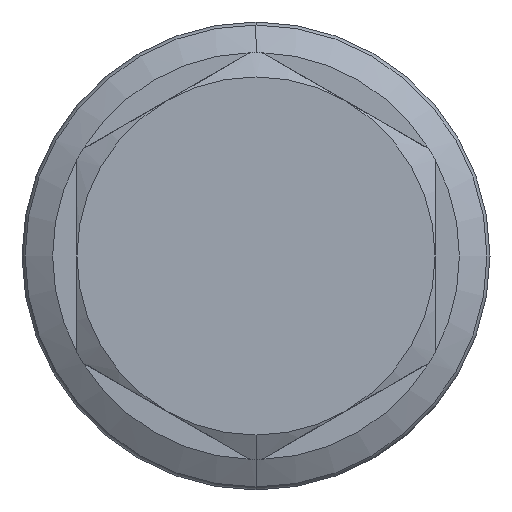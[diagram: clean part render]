
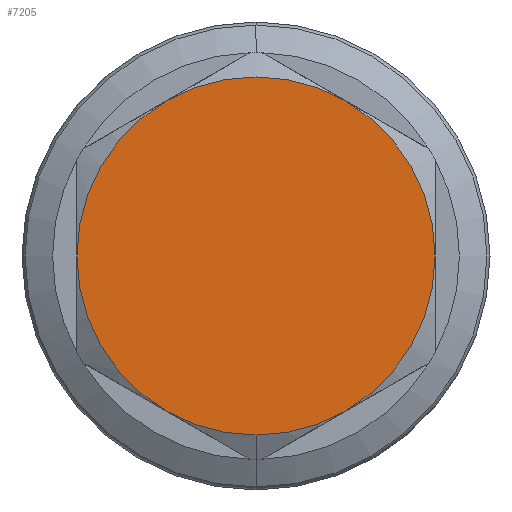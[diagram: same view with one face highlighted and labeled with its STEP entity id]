
A CAD part, left-side view. The second image highlights one B-rep face of the part: STEP entity #7205.
In plain terms, the highlighted planar face has unit normal (-1, 0, 0).
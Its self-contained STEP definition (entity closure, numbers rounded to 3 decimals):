
#188 = CARTESIAN_POINT ( 'NONE',  ( -64.711, 0., 0. ) ) ;
#367 = CARTESIAN_POINT ( 'NONE',  ( -64.711, -10.3, -17.84 ) ) ;
#752 = ORIENTED_EDGE ( 'NONE', *, *, #8038, .T. ) ;
#772 = CIRCLE ( 'NONE', #1825, 20.6 ) ;
#847 = CARTESIAN_POINT ( 'NONE',  ( -64.711, 0., 23.787 ) ) ;
#878 = DIRECTION ( 'NONE',  ( 0., 0., -1. ) ) ;
#1281 = AXIS2_PLACEMENT_3D ( 'NONE', #4519, #7455, #5175 ) ;
#1352 = ORIENTED_EDGE ( 'NONE', *, *, #5601, .T. ) ;
#1481 = CIRCLE ( 'NONE', #2746, 20.6 ) ;
#1506 = DIRECTION ( 'NONE',  ( -1., 0., 0. ) ) ;
#1782 = AXIS2_PLACEMENT_3D ( 'NONE', #847, #6634, #878 ) ;
#1825 = AXIS2_PLACEMENT_3D ( 'NONE', #6665, #1506, #3746 ) ;
#1976 = ORIENTED_EDGE ( 'NONE', *, *, #2066, .T. ) ;
#2002 = CARTESIAN_POINT ( 'NONE',  ( -64.711, -20.6, 0. ) ) ;
#2066 = EDGE_CURVE ( 'NONE', #2397, #6184, #3715, .T. ) ;
#2189 = VERTEX_POINT ( 'NONE', #2002 ) ;
#2292 = DIRECTION ( 'NONE',  ( 0., 0., 1. ) ) ;
#2397 = VERTEX_POINT ( 'NONE', #3965 ) ;
#2698 = CARTESIAN_POINT ( 'NONE',  ( -64.711, 20.6, 0. ) ) ;
#2746 = AXIS2_PLACEMENT_3D ( 'NONE', #188, #3095, #8968 ) ;
#3095 = DIRECTION ( 'NONE',  ( -1., 0., 0. ) ) ;
#3715 = CIRCLE ( 'NONE', #7808, 20.6 ) ;
#3746 = DIRECTION ( 'NONE',  ( 0., 0., 1. ) ) ;
#3870 = DIRECTION ( 'NONE',  ( -1., 0., 0. ) ) ;
#3965 = CARTESIAN_POINT ( 'NONE',  ( -64.711, 0., -20.6 ) ) ;
#4024 = CARTESIAN_POINT ( 'NONE',  ( -64.711, 10.3, 17.84 ) ) ;
#4033 = CARTESIAN_POINT ( 'NONE',  ( -64.711, 0., 0. ) ) ;
#4085 = CARTESIAN_POINT ( 'NONE',  ( -64.711, 0., 0. ) ) ;
#4247 = ORIENTED_EDGE ( 'NONE', *, *, #5646, .T. ) ;
#4264 = ORIENTED_EDGE ( 'NONE', *, *, #8168, .T. ) ;
#4422 = VERTEX_POINT ( 'NONE', #7207 ) ;
#4476 = AXIS2_PLACEMENT_3D ( 'NONE', #8267, #6047, #9015 ) ;
#4519 = CARTESIAN_POINT ( 'NONE',  ( -64.711, 0., 0. ) ) ;
#4606 = EDGE_CURVE ( 'NONE', #4931, #6946, #4905, .T. ) ;
#4883 = DIRECTION ( 'NONE',  ( -1., 0., 0. ) ) ;
#4905 = CIRCLE ( 'NONE', #5235, 20.6 ) ;
#4931 = VERTEX_POINT ( 'NONE', #4024 ) ;
#5175 = DIRECTION ( 'NONE',  ( 0., 0., 1. ) ) ;
#5228 = CIRCLE ( 'NONE', #4476, 20.6 ) ;
#5235 = AXIS2_PLACEMENT_3D ( 'NONE', #8146, #3870, #2292 ) ;
#5451 = AXIS2_PLACEMENT_3D ( 'NONE', #4085, #4883, #6382 ) ;
#5461 = FACE_OUTER_BOUND ( 'NONE', #6474, .T. ) ;
#5601 = EDGE_CURVE ( 'NONE', #6946, #6200, #6169, .T. ) ;
#5646 = EDGE_CURVE ( 'NONE', #6200, #2397, #1481, .T. ) ;
#6047 = DIRECTION ( 'NONE',  ( -1., 0., 0. ) ) ;
#6169 = CIRCLE ( 'NONE', #1281, 20.6 ) ;
#6184 = VERTEX_POINT ( 'NONE', #367 ) ;
#6200 = VERTEX_POINT ( 'NONE', #9094 ) ;
#6232 = EDGE_CURVE ( 'NONE', #6184, #2189, #8139, .T. ) ;
#6382 = DIRECTION ( 'NONE',  ( 0., 0., 1. ) ) ;
#6434 = ORIENTED_EDGE ( 'NONE', *, *, #4606, .T. ) ;
#6474 = EDGE_LOOP ( 'NONE', ( #1352, #4247, #1976, #6645, #752, #4264, #6434 ) ) ;
#6634 = DIRECTION ( 'NONE',  ( 1., 0., 0. ) ) ;
#6645 = ORIENTED_EDGE ( 'NONE', *, *, #6232, .T. ) ;
#6665 = CARTESIAN_POINT ( 'NONE',  ( -64.711, 0., 0. ) ) ;
#6946 = VERTEX_POINT ( 'NONE', #2698 ) ;
#6987 = DIRECTION ( 'NONE',  ( 0., 0., 1. ) ) ;
#7205 = ADVANCED_FACE ( 'NONE', ( #5461 ), #8096, .F. ) ;
#7207 = CARTESIAN_POINT ( 'NONE',  ( -64.711, -10.3, 17.84 ) ) ;
#7455 = DIRECTION ( 'NONE',  ( -1., 0., 0. ) ) ;
#7716 = DIRECTION ( 'NONE',  ( -1., 0., 0. ) ) ;
#7808 = AXIS2_PLACEMENT_3D ( 'NONE', #4033, #7716, #6987 ) ;
#8038 = EDGE_CURVE ( 'NONE', #2189, #4422, #772, .T. ) ;
#8096 = PLANE ( 'NONE',  #1782 ) ;
#8139 = CIRCLE ( 'NONE', #5451, 20.6 ) ;
#8146 = CARTESIAN_POINT ( 'NONE',  ( -64.711, 0., 0. ) ) ;
#8168 = EDGE_CURVE ( 'NONE', #4422, #4931, #5228, .T. ) ;
#8267 = CARTESIAN_POINT ( 'NONE',  ( -64.711, 0., 0. ) ) ;
#8968 = DIRECTION ( 'NONE',  ( 0., 0., 1. ) ) ;
#9015 = DIRECTION ( 'NONE',  ( 0., 0., 1. ) ) ;
#9094 = CARTESIAN_POINT ( 'NONE',  ( -64.711, 10.3, -17.84 ) ) ;
